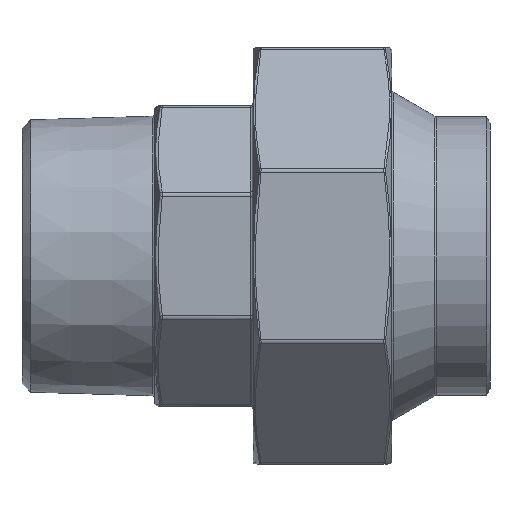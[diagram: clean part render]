
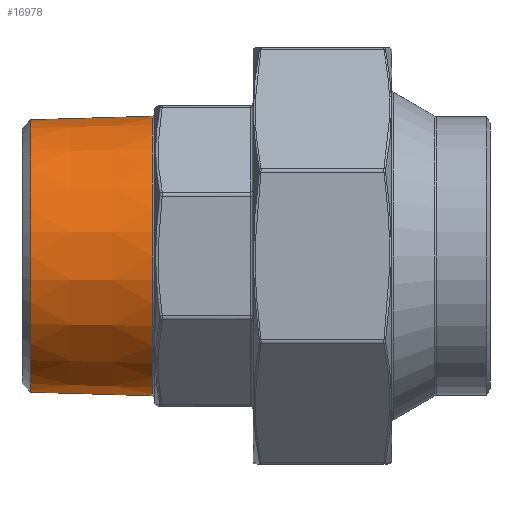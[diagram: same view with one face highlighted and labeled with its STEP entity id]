
A CAD part, front view. The second image highlights one B-rep face of the part: STEP entity #16978.
In plain terms, the highlighted conical face has half-angle 1.668 degrees and reference radius 24.201 mm.
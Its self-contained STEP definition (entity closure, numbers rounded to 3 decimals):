
#1501 = EDGE_CURVE ( 'NONE', #4551, #4551, #1658, .T. ) ;
#1658 = CIRCLE ( 'NONE', #13614, 23.576 ) ;
#2654 = DIRECTION ( 'NONE',  ( 1., 0., 0. ) ) ;
#4206 = AXIS2_PLACEMENT_3D ( 'NONE', #14379, #13194, #8798 ) ;
#4551 = VERTEX_POINT ( 'NONE', #16244 ) ;
#4812 = ORIENTED_EDGE ( 'NONE', *, *, #1501, .T. ) ;
#5181 = EDGE_LOOP ( 'NONE', ( #4812 ) ) ;
#7332 = CARTESIAN_POINT ( 'NONE',  ( -51.976, 0., 0. ) ) ;
#8585 = EDGE_LOOP ( 'NONE', ( #14030 ) ) ;
#8798 = DIRECTION ( 'NONE',  ( 0., 0., -1. ) ) ;
#10091 = FACE_BOUND ( 'NONE', #5181, .T. ) ;
#10314 = CARTESIAN_POINT ( 'NONE',  ( -30.985, 0., 0. ) ) ;
#12202 = EDGE_CURVE ( 'NONE', #16643, #16643, #15960, .T. ) ;
#12913 = CONICAL_SURFACE ( 'NONE', #4206, 24.201, 0.029 ) ;
#13194 = DIRECTION ( 'NONE',  ( 1., 0., 0. ) ) ;
#13222 = DIRECTION ( 'NONE',  ( 0., 0., -1. ) ) ;
#13598 = AXIS2_PLACEMENT_3D ( 'NONE', #10314, #14792, #13222 ) ;
#13614 = AXIS2_PLACEMENT_3D ( 'NONE', #7332, #2654, #17126 ) ;
#14030 = ORIENTED_EDGE ( 'NONE', *, *, #12202, .T. ) ;
#14379 = CARTESIAN_POINT ( 'NONE',  ( -30.5, 0., 0. ) ) ;
#14792 = DIRECTION ( 'NONE',  ( -1., 0., 0. ) ) ;
#15960 = CIRCLE ( 'NONE', #13598, 24.187 ) ;
#16244 = CARTESIAN_POINT ( 'NONE',  ( -51.976, 0., -23.576 ) ) ;
#16366 = CARTESIAN_POINT ( 'NONE',  ( -30.985, 0., -24.187 ) ) ;
#16643 = VERTEX_POINT ( 'NONE', #16366 ) ;
#16978 = ADVANCED_FACE ( 'NONE', ( #17271, #10091 ), #12913, .T. ) ;
#17126 = DIRECTION ( 'NONE',  ( 0., 0., -1. ) ) ;
#17271 = FACE_OUTER_BOUND ( 'NONE', #8585, .T. ) ;
